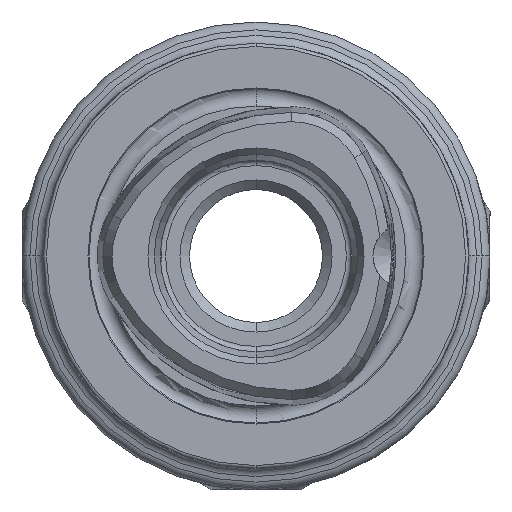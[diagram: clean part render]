
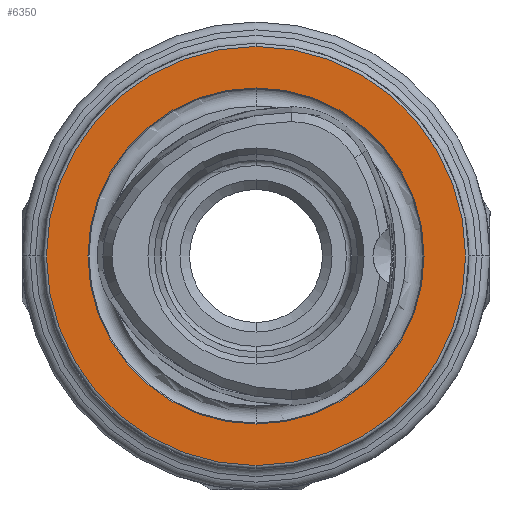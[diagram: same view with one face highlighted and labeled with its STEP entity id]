
A CAD part, left-side view. The second image highlights one B-rep face of the part: STEP entity #6350.
In plain terms, the highlighted planar face has unit normal (-1, 0, 0).
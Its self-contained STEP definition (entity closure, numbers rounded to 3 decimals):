
#644 = EDGE_LOOP ( 'NONE', ( #7304, #7305 ) ) ;
#837 = CARTESIAN_POINT ( 'NONE',  ( 0., 0., 0. ) ) ;
#838 = DIRECTION ( 'NONE',  ( -1., 0., 0. ) ) ;
#839 = DIRECTION ( 'NONE',  ( 0., 0., 1. ) ) ;
#1549 = AXIS2_PLACEMENT_3D ( 'NONE', #3979, #3980, #3981 ) ;
#1573 = AXIS2_PLACEMENT_3D ( 'NONE', #1708, #1709, #1710 ) ;
#1708 = CARTESIAN_POINT ( 'NONE',  ( 0., 0., 0. ) ) ;
#1709 = DIRECTION ( 'NONE',  ( -1., 0., 0. ) ) ;
#1710 = DIRECTION ( 'NONE',  ( 0., 0., 1. ) ) ;
#1974 = EDGE_LOOP ( 'NONE', ( #7306, #7307 ) ) ;
#2194 = CARTESIAN_POINT ( 'NONE',  ( 0., 0., -15.8 ) ) ;
#2195 = CARTESIAN_POINT ( 'NONE',  ( 0., 0., 15.8 ) ) ;
#2197 = CARTESIAN_POINT ( 'NONE',  ( 0., 0., 19.7 ) ) ;
#2198 = CARTESIAN_POINT ( 'NONE',  ( 0., 0., -19.7 ) ) ;
#2642 = CARTESIAN_POINT ( 'NONE',  ( 0., 15.8, 0. ) ) ;
#2645 = PLANE ( 'NONE',  #5623 ) ;
#2647 = DIRECTION ( 'NONE',  ( 1., 0., 0. ) ) ;
#2648 = DIRECTION ( 'NONE',  ( 0., 0., -1. ) ) ;
#3740 = FACE_OUTER_BOUND ( 'NONE', #1974, .T. ) ;
#3760 = FACE_BOUND ( 'NONE', #644, .T. ) ;
#3979 = CARTESIAN_POINT ( 'NONE',  ( 0., 0., 0. ) ) ;
#3980 = DIRECTION ( 'NONE',  ( -1., 0., 0. ) ) ;
#3981 = DIRECTION ( 'NONE',  ( 0., 0., 1. ) ) ;
#4791 = CARTESIAN_POINT ( 'NONE',  ( 0., 0., 0. ) ) ;
#4792 = DIRECTION ( 'NONE',  ( -1., 0., 0. ) ) ;
#4793 = DIRECTION ( 'NONE',  ( 0., 0., 1. ) ) ;
#4979 = CIRCLE ( 'NONE', #5539, 15.8 ) ;
#5004 = CIRCLE ( 'NONE', #5549, 19.7 ) ;
#5153 = VERTEX_POINT ( 'NONE', #2194 ) ;
#5154 = VERTEX_POINT ( 'NONE', #2195 ) ;
#5156 = VERTEX_POINT ( 'NONE', #2197 ) ;
#5157 = VERTEX_POINT ( 'NONE', #2198 ) ;
#5539 = AXIS2_PLACEMENT_3D ( 'NONE', #4791, #4792, #4793 ) ;
#5549 = AXIS2_PLACEMENT_3D ( 'NONE', #837, #838, #839 ) ;
#5623 = AXIS2_PLACEMENT_3D ( 'NONE', #2642, #2647, #2648 ) ;
#5927 = EDGE_CURVE ( 'NONE', #5153, #5154, #4979, .T. ) ;
#5950 = EDGE_CURVE ( 'NONE', #5156, #5157, #5004, .T. ) ;
#6350 = ADVANCED_FACE ( 'NONE', ( #3760, #3740 ), #2645, .F. ) ;
#6865 = CIRCLE ( 'NONE', #1549, 19.7 ) ;
#6909 = CIRCLE ( 'NONE', #1573, 15.8 ) ;
#7072 = EDGE_CURVE ( 'NONE', #5157, #5156, #6865, .T. ) ;
#7119 = EDGE_CURVE ( 'NONE', #5154, #5153, #6909, .T. ) ;
#7304 = ORIENTED_EDGE ( 'NONE', *, *, #7119, .F. ) ;
#7305 = ORIENTED_EDGE ( 'NONE', *, *, #5927, .F. ) ;
#7306 = ORIENTED_EDGE ( 'NONE', *, *, #5950, .T. ) ;
#7307 = ORIENTED_EDGE ( 'NONE', *, *, #7072, .T. ) ;
